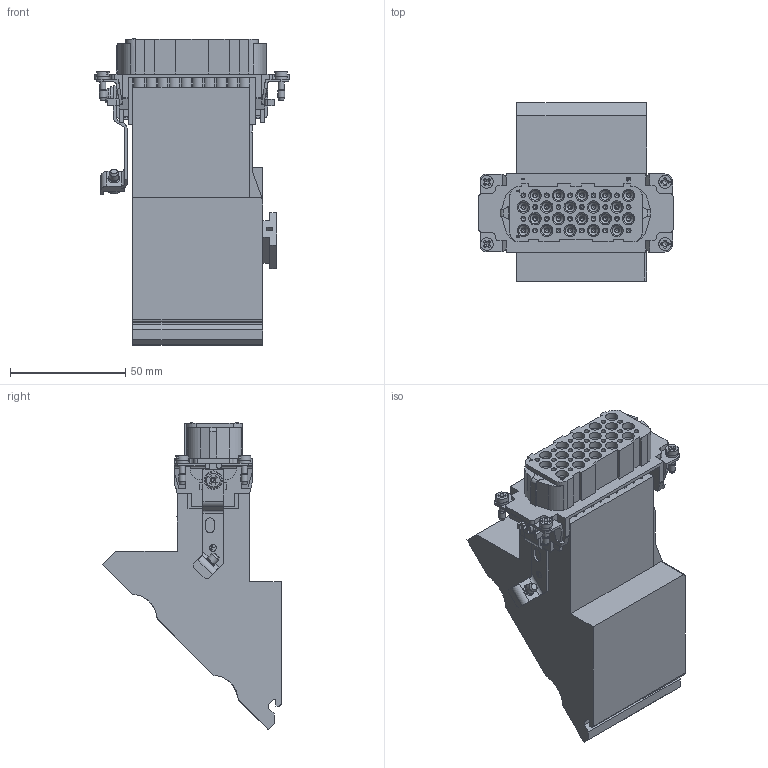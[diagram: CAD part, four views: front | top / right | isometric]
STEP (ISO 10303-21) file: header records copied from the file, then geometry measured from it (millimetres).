
FILE_DESCRIPTION(/* description */ (''),/* implementation_level */ '2;1');
FILE_NAME(/* name */ '100711685ugm000_b.stp',/* time_stamp */ '2019-05-09T15:43:51+02:00',/* author */ (''),/* organization */ (''),/* preprocessor_version */ 'ST-DEVELOPER v16.7',/* originating_system */ 'SIEMENS PLM Software NX 12.0',/* authorisation */ '');
FILE_SCHEMA (('AUTOMOTIVE_DESIGN { 1 0 10303 214 3 1 1 1 }'));
Products named in the file (1): 100711685ugm000_b
Bounding box: 84.5 x 77.52 x 133.15 mm (x, y, z)
Volume: 262353.4 mm3; surface area: 50043.8 mm2
Topology: 1 solids, 16 shells, 2530 faces, 7231 edges, 5106 vertices
Faces by surface type: plane 1530, extrusion 458, cylinder 290, cone 191, bspline 61
Full cylindrical faces by diameter (mm): 1.32 x1, 1.56 x1, 1.68 x40, 2.1 x40, 2.5 x4, 2.925 x2, 3 x6, 3.6 x40, 4 x1, 4.2 x1, 4.35 x1, 5.3 x4, 5.4 x20, 5.5 x4, 7 x2, 7.937 x1
Entity records: 90063 total; most frequent: CARTESIAN_POINT 21730, ORIENTED_EDGE 12994, DIRECTION 10797, EDGE_CURVE 6497, VECTOR 4723, VERTEX_POINT 4481, LINE 4265, AXIS2_PLACEMENT_3D 3037
